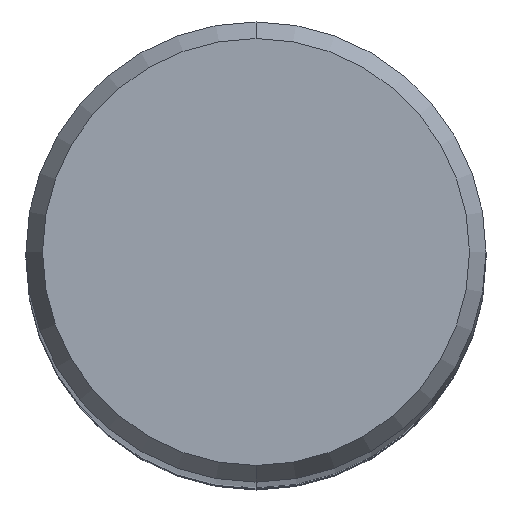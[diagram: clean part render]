
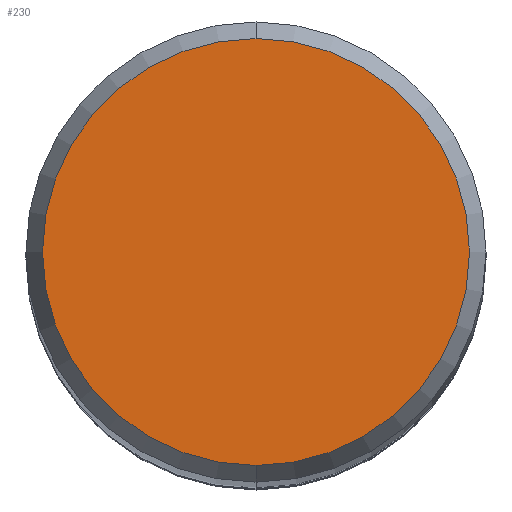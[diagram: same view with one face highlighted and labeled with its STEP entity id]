
A CAD part, top view. The second image highlights one B-rep face of the part: STEP entity #230.
In plain terms, the highlighted planar face has unit normal (0, 0, 1).
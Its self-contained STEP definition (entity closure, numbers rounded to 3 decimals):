
#124=VERTEX_POINT('',#313);
#152=VERTEX_POINT('',#346);
#230=ADVANCED_FACE('',(#437),#438,.T.);
#232=EDGE_CURVE('',#124,#152,#440,.T.);
#286=EDGE_CURVE('',#152,#124,#499,.T.);
#313=CARTESIAN_POINT('',(0.0,2.946,0.01));
#346=CARTESIAN_POINT('',(0.,-2.946,0.01));
#437=FACE_OUTER_BOUND('',#674,.T.);
#438=PLANE('',#675);
#440=CIRCLE('',#678,2.946);
#499=CIRCLE('',#754,2.946);
#674=EDGE_LOOP('',(#938,#939));
#675=AXIS2_PLACEMENT_3D('',#940,#941,#942);
#678=AXIS2_PLACEMENT_3D('',#943,#944,#945);
#754=AXIS2_PLACEMENT_3D('',#1001,#1002,#1003);
#938=ORIENTED_EDGE('',*,*,#232,.F.);
#939=ORIENTED_EDGE('',*,*,#286,.F.);
#940=CARTESIAN_POINT('',(0.0,1.473,0.01));
#941=DIRECTION('',(-0.0,0.0,1.0));
#942=DIRECTION('',(0.0,-1.0,0.0));
#943=CARTESIAN_POINT('',(0.0,0.0,0.01));
#944=DIRECTION('',(0.0,0.0,-1.0));
#945=DIRECTION('',(0.0,1.0,0.0));
#1001=CARTESIAN_POINT('',(0.0,0.0,0.01));
#1002=DIRECTION('',(0.0,0.0,-1.0));
#1003=DIRECTION('',(0.0,1.0,0.0));
